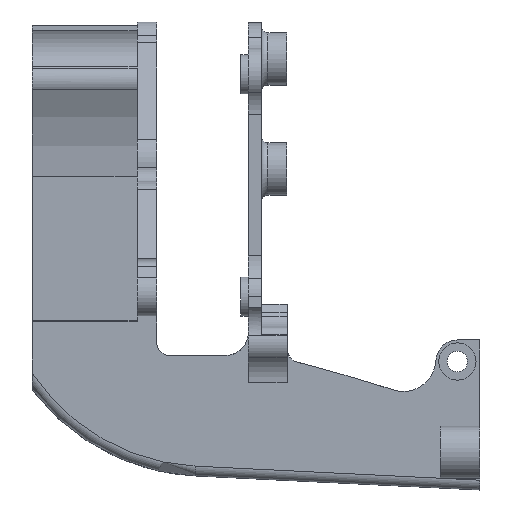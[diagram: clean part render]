
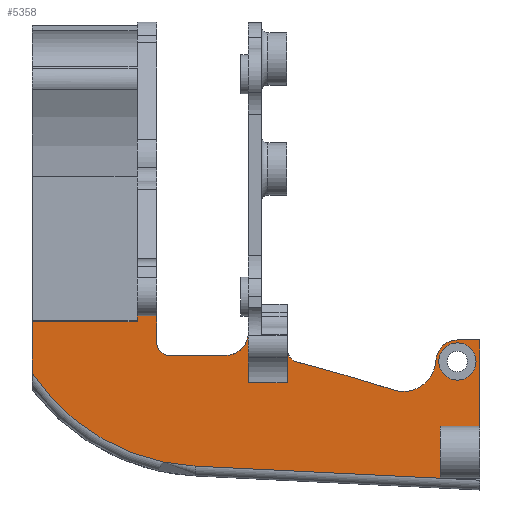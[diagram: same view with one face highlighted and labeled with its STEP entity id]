
A CAD part, left-side view. The second image highlights one B-rep face of the part: STEP entity #5358.
In plain terms, the highlighted planar face has unit normal (-1, 0, 0).
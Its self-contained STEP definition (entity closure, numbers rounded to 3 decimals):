
#115=FACE_BOUND('',#716,.T.);
#181=PLANE('',#5849);
#380=FACE_OUTER_BOUND('',#715,.T.);
#715=EDGE_LOOP('',(#4211,#4212,#4213,#4214,#4215,#4216,#4217,#4218,#4219,
#4220,#4221,#4222,#4223,#4224,#4225,#4226,#4227,#4228,#4229,#4230,#4231,
#4232));
#716=EDGE_LOOP('',(#4233));
#898=CIRCLE('',#5540,2.);
#923=CIRCLE('',#5568,2.);
#930=CIRCLE('',#5577,3.5);
#1081=CIRCLE('',#5850,31.905);
#1082=CIRCLE('',#5851,3.291);
#1083=CIRCLE('',#5852,5.);
#1084=CIRCLE('',#5853,240.97);
#1085=CIRCLE('',#5854,2.85);
#1186=LINE('',#7704,#1611);
#1195=LINE('',#7747,#1620);
#1201=LINE('',#7779,#1626);
#1208=LINE('',#7831,#1633);
#1240=LINE('',#8010,#1665);
#1335=LINE('',#8372,#1760);
#1359=LINE('',#8479,#1784);
#1381=LINE('',#8539,#1806);
#1382=LINE('',#8542,#1807);
#1383=LINE('',#8544,#1808);
#1384=LINE('',#8548,#1809);
#1385=LINE('',#8550,#1810);
#1386=LINE('',#8552,#1811);
#1387=LINE('',#8554,#1812);
#1388=LINE('',#8556,#1813);
#1611=VECTOR('',#6121,10.);
#1620=VECTOR('',#6156,10.);
#1626=VECTOR('',#6170,10.);
#1633=VECTOR('',#6199,10.);
#1665=VECTOR('',#6351,10.);
#1760=VECTOR('',#6768,10.);
#1784=VECTOR('',#6836,10.);
#1806=VECTOR('',#6908,10.);
#1807=VECTOR('',#6911,10.);
#1808=VECTOR('',#6912,10.);
#1809=VECTOR('',#6915,10.);
#1810=VECTOR('',#6916,10.);
#1811=VECTOR('',#6917,10.);
#1812=VECTOR('',#6918,10.);
#1813=VECTOR('',#6919,10.);
#2133=VERTEX_POINT('',#7614);
#2134=VERTEX_POINT('',#7616);
#2158=VERTEX_POINT('',#7702);
#2179=VERTEX_POINT('',#7746);
#2185=VERTEX_POINT('',#7772);
#2186=VERTEX_POINT('',#7774);
#2187=VERTEX_POINT('',#7778);
#2198=VERTEX_POINT('',#7820);
#2201=VERTEX_POINT('',#7830);
#2365=VERTEX_POINT('',#8371);
#2404=VERTEX_POINT('',#8476);
#2405=VERTEX_POINT('',#8478);
#2419=VERTEX_POINT('',#8541);
#2420=VERTEX_POINT('',#8543);
#2421=VERTEX_POINT('',#8545);
#2422=VERTEX_POINT('',#8547);
#2423=VERTEX_POINT('',#8549);
#2424=VERTEX_POINT('',#8551);
#2425=VERTEX_POINT('',#8553);
#2426=VERTEX_POINT('',#8555);
#2427=VERTEX_POINT('',#8557);
#2428=VERTEX_POINT('',#8559);
#2429=VERTEX_POINT('',#8562);
#2667=EDGE_CURVE('',#2133,#2134,#898,.T.);
#2693=EDGE_CURVE('',#2133,#2158,#1186,.F.);
#2714=EDGE_CURVE('',#2179,#2134,#1195,.F.);
#2721=EDGE_CURVE('',#2185,#2186,#923,.T.);
#2723=EDGE_CURVE('',#2185,#2187,#1201,.T.);
#2735=EDGE_CURVE('',#2179,#2198,#930,.T.);
#2740=EDGE_CURVE('',#2201,#2198,#1208,.T.);
#2824=EDGE_CURVE('',#2201,#2187,#1240,.T.);
#2993=EDGE_CURVE('',#2365,#2186,#1335,.T.);
#3038=EDGE_CURVE('',#2404,#2405,#1359,.T.);
#3069=EDGE_CURVE('',#2405,#2158,#1381,.T.);
#3070=EDGE_CURVE('',#2404,#2419,#1382,.T.);
#3071=EDGE_CURVE('',#2420,#2419,#1383,.T.);
#3072=EDGE_CURVE('',#2421,#2420,#1081,.T.);
#3073=EDGE_CURVE('',#2422,#2421,#1384,.T.);
#3074=EDGE_CURVE('',#2422,#2423,#1385,.T.);
#3075=EDGE_CURVE('',#2423,#2424,#1386,.T.);
#3076=EDGE_CURVE('',#2425,#2424,#1387,.T.);
#3077=EDGE_CURVE('',#2426,#2425,#1388,.T.);
#3078=EDGE_CURVE('',#2427,#2426,#1082,.T.);
#3079=EDGE_CURVE('',#2427,#2428,#1083,.F.);
#3080=EDGE_CURVE('',#2428,#2365,#1084,.T.);
#3081=EDGE_CURVE('',#2429,#2429,#1085,.T.);
#4211=ORIENTED_EDGE('',*,*,#2714,.T.);
#4212=ORIENTED_EDGE('',*,*,#2667,.F.);
#4213=ORIENTED_EDGE('',*,*,#2693,.T.);
#4214=ORIENTED_EDGE('',*,*,#3069,.F.);
#4215=ORIENTED_EDGE('',*,*,#3038,.F.);
#4216=ORIENTED_EDGE('',*,*,#3070,.T.);
#4217=ORIENTED_EDGE('',*,*,#3071,.F.);
#4218=ORIENTED_EDGE('',*,*,#3072,.F.);
#4219=ORIENTED_EDGE('',*,*,#3073,.F.);
#4220=ORIENTED_EDGE('',*,*,#3074,.T.);
#4221=ORIENTED_EDGE('',*,*,#3075,.T.);
#4222=ORIENTED_EDGE('',*,*,#3076,.F.);
#4223=ORIENTED_EDGE('',*,*,#3077,.F.);
#4224=ORIENTED_EDGE('',*,*,#3078,.F.);
#4225=ORIENTED_EDGE('',*,*,#3079,.T.);
#4226=ORIENTED_EDGE('',*,*,#3080,.T.);
#4227=ORIENTED_EDGE('',*,*,#2993,.T.);
#4228=ORIENTED_EDGE('',*,*,#2721,.F.);
#4229=ORIENTED_EDGE('',*,*,#2723,.T.);
#4230=ORIENTED_EDGE('',*,*,#2824,.F.);
#4231=ORIENTED_EDGE('',*,*,#2740,.T.);
#4232=ORIENTED_EDGE('',*,*,#2735,.F.);
#4233=ORIENTED_EDGE('',*,*,#3081,.T.);
#5358=ADVANCED_FACE('',(#380,#115),#181,.T.);
#5540=AXIS2_PLACEMENT_3D('',#7617,#6087,#6088);
#5568=AXIS2_PLACEMENT_3D('',#7775,#6165,#6166);
#5577=AXIS2_PLACEMENT_3D('',#7821,#6188,#6189);
#5849=AXIS2_PLACEMENT_3D('',#8540,#6909,#6910);
#5850=AXIS2_PLACEMENT_3D('',#8546,#6913,#6914);
#5851=AXIS2_PLACEMENT_3D('',#8558,#6920,#6921);
#5852=AXIS2_PLACEMENT_3D('',#8560,#6922,#6923);
#5853=AXIS2_PLACEMENT_3D('',#8561,#6924,#6925);
#5854=AXIS2_PLACEMENT_3D('',#8563,#6926,#6927);
#6087=DIRECTION('center_axis',(-1.,0.,0.));
#6088=DIRECTION('ref_axis',(0.,0.707,-0.707));
#6121=DIRECTION('',(0.,0.,-1.));
#6156=DIRECTION('',(0.,-1.,0.));
#6165=DIRECTION('center_axis',(-1.,0.,0.));
#6166=DIRECTION('ref_axis',(0.,0.795,-0.607));
#6170=DIRECTION('',(0.,0.,-1.));
#6188=DIRECTION('center_axis',(-1.,0.,0.));
#6189=DIRECTION('ref_axis',(0.,-0.707,-0.707));
#6199=DIRECTION('',(0.,0.,1.));
#6351=DIRECTION('',(0.,-1.,0.));
#6768=DIRECTION('',(0.,0.965,0.263));
#6836=DIRECTION('',(0.,0.,1.));
#6908=DIRECTION('',(0.,-1.,0.));
#6909=DIRECTION('center_axis',(-1.,0.,0.));
#6910=DIRECTION('ref_axis',(0.,0.,1.));
#6911=DIRECTION('',(0.,1.,0.));
#6912=DIRECTION('',(0.,0.,1.));
#6913=DIRECTION('center_axis',(1.,0.,0.));
#6914=DIRECTION('ref_axis',(0.,0.466,-0.885));
#6915=DIRECTION('',(0.,0.999,0.049));
#6916=DIRECTION('',(0.,0.,1.));
#6917=DIRECTION('',(0.,-1.,0.));
#6918=DIRECTION('',(0.,0.,-1.));
#6919=DIRECTION('',(0.,-1.,0.));
#6920=DIRECTION('center_axis',(1.,0.,0.));
#6921=DIRECTION('ref_axis',(0.,0.,1.));
#6922=DIRECTION('center_axis',(-1.,0.,0.));
#6923=DIRECTION('ref_axis',(0.,-0.306,0.952));
#6924=DIRECTION('center_axis',(-1.,0.,0.));
#6925=DIRECTION('ref_axis',(0.,-0.294,0.956));
#6926=DIRECTION('center_axis',(1.,0.,0.));
#6927=DIRECTION('ref_axis',(0.,-1.,0.));
#7614=CARTESIAN_POINT('',(-11.1,116.118,-49.017));
#7616=CARTESIAN_POINT('',(-11.1,114.118,-51.017));
#7617=CARTESIAN_POINT('Origin',(-11.1,114.118,-49.017));
#7702=CARTESIAN_POINT('',(-11.1,116.118,-44.789));
#7704=CARTESIAN_POINT('',(-11.1,116.118,-28.656));
#7746=CARTESIAN_POINT('',(-11.1,105.618,-51.017));
#7747=CARTESIAN_POINT('',(-11.1,113.442,-51.017));
#7772=CARTESIAN_POINT('',(-11.1,96.163,-50.07));
#7774=CARTESIAN_POINT('',(-11.1,94.69,-51.999));
#7775=CARTESIAN_POINT('Origin',(-11.1,94.163,-50.07));
#7778=CARTESIAN_POINT('',(-11.1,96.163,-55.165));
#7779=CARTESIAN_POINT('',(-11.1,96.163,-50.096));
#7820=CARTESIAN_POINT('',(-11.1,102.118,-47.517));
#7821=CARTESIAN_POINT('Origin',(-11.1,105.618,-47.517));
#7830=CARTESIAN_POINT('',(-11.1,102.118,-55.165));
#7831=CARTESIAN_POINT('',(-11.1,102.118,-37.846));
#8010=CARTESIAN_POINT('',(-11.1,112.806,-55.165));
#8371=CARTESIAN_POINT('',(-11.1,90.338,-53.186));
#8372=CARTESIAN_POINT('',(-11.1,105.938,-48.931));
#8476=CARTESIAN_POINT('',(-11.1,119.118,-45.831));
#8478=CARTESIAN_POINT('',(-11.1,119.118,-44.789));
#8479=CARTESIAN_POINT('',(-11.1,119.118,-45.355));
#8539=CARTESIAN_POINT('',(-11.1,115.368,-44.789));
#8540=CARTESIAN_POINT('Origin',(-11.1,123.993,-53.676));
#8541=CARTESIAN_POINT('',(-11.1,135.118,-45.831));
#8542=CARTESIAN_POINT('',(-11.1,131.618,-45.831));
#8543=CARTESIAN_POINT('',(-11.1,135.118,-53.702));
#8544=CARTESIAN_POINT('',(-11.1,135.118,-51.356));
#8545=CARTESIAN_POINT('',(-11.1,110.107,-67.924));
#8546=CARTESIAN_POINT('Origin',(-11.1,108.536,-36.058));
#8547=CARTESIAN_POINT('',(-11.1,72.763,-69.764));
#8548=CARTESIAN_POINT('',(-11.1,88.348,-68.996));
#8549=CARTESIAN_POINT('',(-11.1,72.763,-61.813));
#8550=CARTESIAN_POINT('',(-11.1,72.763,-60.12));
#8551=CARTESIAN_POINT('',(-11.1,66.763,-61.813));
#8552=CARTESIAN_POINT('',(-11.1,95.378,-61.813));
#8553=CARTESIAN_POINT('',(-11.1,66.763,-48.634));
#8554=CARTESIAN_POINT('',(-11.1,66.763,-44.976));
#8555=CARTESIAN_POINT('',(-11.1,70.163,-48.634));
#8556=CARTESIAN_POINT('',(-11.1,68.436,-48.634));
#8557=CARTESIAN_POINT('',(-11.1,73.45,-51.758));
#8558=CARTESIAN_POINT('Origin',(-11.1,70.163,-51.925));
#8559=CARTESIAN_POINT('',(-11.1,79.974,-56.264));
#8560=CARTESIAN_POINT('Origin',(-11.1,78.444,-51.504));
#8561=CARTESIAN_POINT('Origin',(-11.1,153.75,-285.663));
#8562=CARTESIAN_POINT('',(-11.1,73.013,-51.925));
#8563=CARTESIAN_POINT('Origin',(-11.1,70.163,-51.925));
